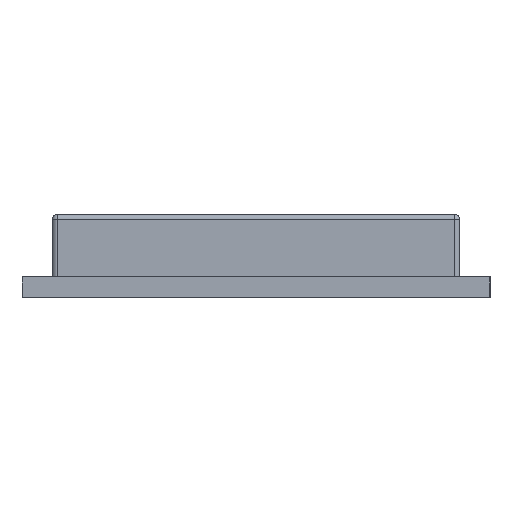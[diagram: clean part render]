
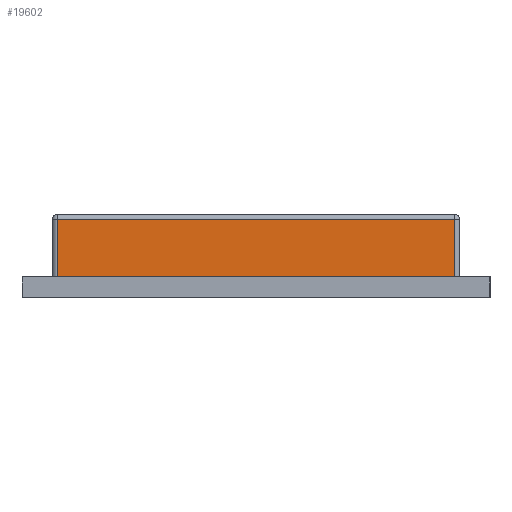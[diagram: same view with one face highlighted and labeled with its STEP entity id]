
A CAD part, front view. The second image highlights one B-rep face of the part: STEP entity #19602.
In plain terms, the highlighted planar face has unit normal (0, -1, 0).
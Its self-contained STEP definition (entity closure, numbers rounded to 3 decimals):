
#1084 = LINE ( 'NONE', #2647, #11785 ) ;
#1430 = CARTESIAN_POINT ( 'NONE',  ( -7.85, -9.29, 3.2 ) ) ;
#1635 = DIRECTION ( 'NONE',  ( -1., 0., 0. ) ) ;
#1640 = CARTESIAN_POINT ( 'NONE',  ( -7.65, -9.29, 3. ) ) ;
#2647 = CARTESIAN_POINT ( 'NONE',  ( 7.65, -9.29, 3.2 ) ) ;
#5349 = VERTEX_POINT ( 'NONE', #1640 ) ;
#5533 = DIRECTION ( 'NONE',  ( 0., 0., 1. ) ) ;
#6335 = ORIENTED_EDGE ( 'NONE', *, *, #13236, .T. ) ;
#7023 = VECTOR ( 'NONE', #11667, 1000. ) ;
#8204 = VERTEX_POINT ( 'NONE', #22503 ) ;
#8752 = CARTESIAN_POINT ( 'NONE',  ( 7.65, -9.29, 3. ) ) ;
#9185 = CARTESIAN_POINT ( 'NONE',  ( -7.85, -9.29, 0.8 ) ) ;
#9502 = FACE_OUTER_BOUND ( 'NONE', #12433, .T. ) ;
#10527 = CARTESIAN_POINT ( 'NONE',  ( -7.65, -9.29, 3.2 ) ) ;
#10581 = EDGE_CURVE ( 'NONE', #5349, #11639, #15048, .T. ) ;
#11639 = VERTEX_POINT ( 'NONE', #25259 ) ;
#11667 = DIRECTION ( 'NONE',  ( 1., 0., 0. ) ) ;
#11710 = DIRECTION ( 'NONE',  ( 0., 0., 1. ) ) ;
#11785 = VECTOR ( 'NONE', #5533, 1000. ) ;
#12433 = EDGE_LOOP ( 'NONE', ( #21630, #6335, #26414, #16972 ) ) ;
#13236 = EDGE_CURVE ( 'NONE', #8204, #14248, #1084, .T. ) ;
#14248 = VERTEX_POINT ( 'NONE', #8752 ) ;
#14957 = EDGE_CURVE ( 'NONE', #11639, #8204, #24227, .T. ) ;
#15034 = VECTOR ( 'NONE', #23499, 1000. ) ;
#15048 = LINE ( 'NONE', #10527, #15034 ) ;
#16972 = ORIENTED_EDGE ( 'NONE', *, *, #10581, .T. ) ;
#18201 = VECTOR ( 'NONE', #1635, 1000. ) ;
#19602 = ADVANCED_FACE ( 'NONE', ( #9502 ), #22069, .F. ) ;
#20060 = LINE ( 'NONE', #26399, #18201 ) ;
#21630 = ORIENTED_EDGE ( 'NONE', *, *, #14957, .T. ) ;
#22069 = PLANE ( 'NONE',  #22983 ) ;
#22503 = CARTESIAN_POINT ( 'NONE',  ( 7.65, -9.29, 0.8 ) ) ;
#22983 = AXIS2_PLACEMENT_3D ( 'NONE', #1430, #26331, #11710 ) ;
#23499 = DIRECTION ( 'NONE',  ( 0., 0., -1. ) ) ;
#24227 = LINE ( 'NONE', #9185, #7023 ) ;
#24652 = EDGE_CURVE ( 'NONE', #14248, #5349, #20060, .T. ) ;
#25259 = CARTESIAN_POINT ( 'NONE',  ( -7.65, -9.29, 0.8 ) ) ;
#26331 = DIRECTION ( 'NONE',  ( 0., 1., 0. ) ) ;
#26399 = CARTESIAN_POINT ( 'NONE',  ( -7.85, -9.29, 3. ) ) ;
#26414 = ORIENTED_EDGE ( 'NONE', *, *, #24652, .T. ) ;
